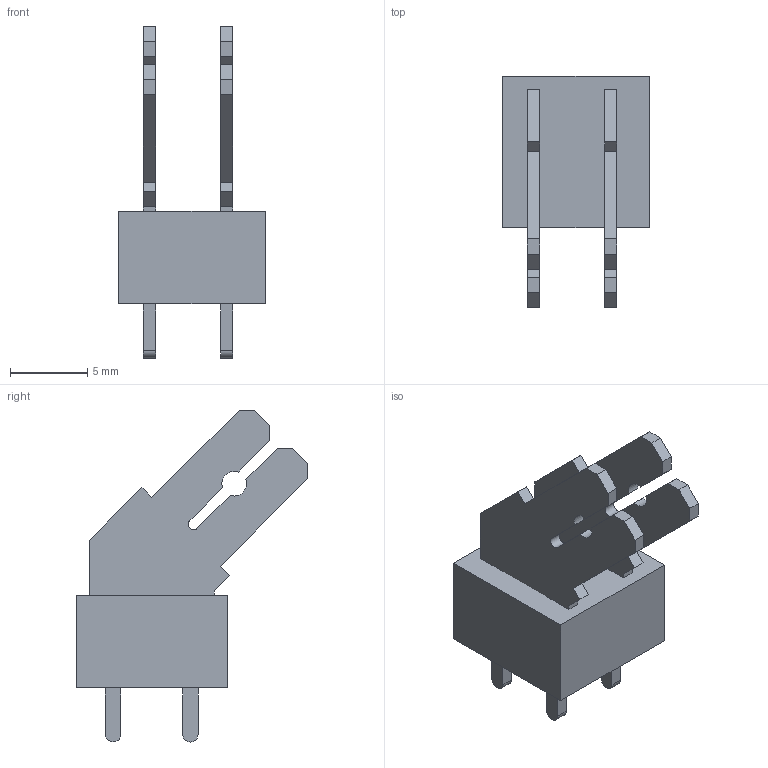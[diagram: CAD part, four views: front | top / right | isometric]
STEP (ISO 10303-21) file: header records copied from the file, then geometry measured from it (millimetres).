
FILE_DESCRIPTION(('CATIA V5 STEP Exchange','CAx-IF Rec.Pracs.--- Model Styling and Organization---1.2---2011-12-15'),'2;1');
FILE_NAME ('D1464957_0_9511790000_9511790000.stp','2018-08-31T15:48:49+00:00',('none'),('Weidmueller'),'CATIA Version 5-6 Release 2014','CATIA V5 STEP AP214','none');
FILE_SCHEMA(('AUTOMOTIVE_DESIGN { 1 0 10303 214 1 1 1 1 }'));
Length unit declared in the file: millimetre
Products named in the file (1): 9511790000
Bounding box: 9.5 x 15.01 x 21.5 mm (x, y, z)
Volume: 710 mm3; surface area: 1078.3 mm2
Topology: 3 solids, 3 shells, 86 faces, 240 edges, 160 vertices
Faces by surface type: plane 76, cylinder 10
Entity records: 2547 total; most frequent: ORIENTED_EDGE 480, CARTESIAN_POINT 447, DIRECTION 332, EDGE_CURVE 240, VECTOR 220, LINE 220, VERTEX_POINT 160, EDGE_LOOP 94
